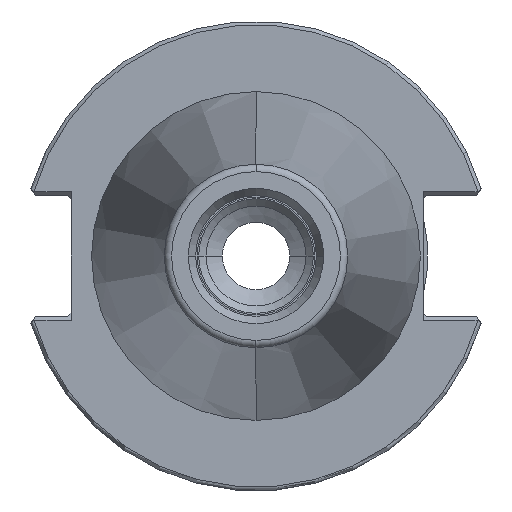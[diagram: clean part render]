
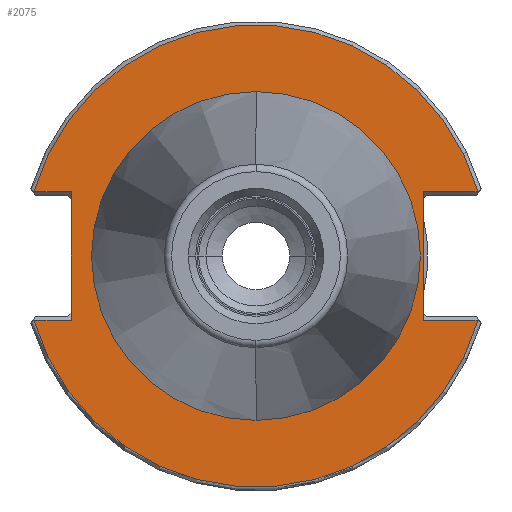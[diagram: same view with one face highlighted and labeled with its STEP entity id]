
A CAD part, left-side view. The second image highlights one B-rep face of the part: STEP entity #2075.
In plain terms, the highlighted planar face has unit normal (-1, 0, 0).
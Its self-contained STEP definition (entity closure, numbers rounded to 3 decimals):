
#116=CARTESIAN_POINT('',(3.175,0.,0.));
#117=DIRECTION('',(1.,0.,0.));
#118=DIRECTION('',(0.,1.,0.));
#119=AXIS2_PLACEMENT_3D('',#116,#117,#118);
#121=CARTESIAN_POINT('',(3.175,0.,0.));
#122=DIRECTION('',(1.,0.,0.));
#123=DIRECTION('',(0.,-1.,0.));
#124=AXIS2_PLACEMENT_3D('',#121,#122,#123);
#126=DIRECTION('',(0.,-1.,0.));
#127=VECTOR('',#126,5.017);
#128=CARTESIAN_POINT('',(3.175,30.017,8.69));
#129=LINE('',#128,#127);
#130=DIRECTION('',(0.,-1.,0.));
#131=VECTOR('',#130,7.417);
#132=CARTESIAN_POINT('',(3.175,-22.6,8.69));
#133=LINE('',#132,#131);
#134=DIRECTION('',(0.,1.,0.));
#135=VECTOR('',#134,7.417);
#136=CARTESIAN_POINT('',(3.175,-30.017,-8.69));
#137=LINE('',#136,#135);
#138=DIRECTION('',(0.,1.,0.));
#139=VECTOR('',#138,5.017);
#140=CARTESIAN_POINT('',(3.175,25.,-8.69));
#141=LINE('',#140,#139);
#168=DIRECTION('',(0.,0.,-1.));
#169=VECTOR('',#168,17.38);
#170=CARTESIAN_POINT('',(3.175,25.,8.69));
#171=LINE('',#170,#169);
#920=DIRECTION('',(0.,0.,1.));
#921=VECTOR('',#920,17.38);
#922=CARTESIAN_POINT('',(3.175,-22.6,-8.69));
#923=LINE('',#922,#921);
#1046=CARTESIAN_POINT('',(3.175,0.,0.));
#1047=DIRECTION('',(-1.,0.,0.));
#1048=DIRECTION('',(0.,0.961,-0.278));
#1049=AXIS2_PLACEMENT_3D('',#1046,#1047,#1048);
#1118=CARTESIAN_POINT('',(3.175,0.,0.));
#1119=DIRECTION('',(-1.,0.,0.));
#1120=DIRECTION('',(0.,-0.961,0.278));
#1121=AXIS2_PLACEMENT_3D('',#1118,#1119,#1120);
#1604=CARTESIAN_POINT('',(3.175,22.2,0.));
#1605=CARTESIAN_POINT('',(3.175,-22.2,0.));
#1606=VERTEX_POINT('',#1604);
#1607=VERTEX_POINT('',#1605);
#1660=CARTESIAN_POINT('',(3.175,30.017,8.69));
#1661=CARTESIAN_POINT('',(3.175,25.,8.69));
#1662=VERTEX_POINT('',#1660);
#1663=VERTEX_POINT('',#1661);
#1668=CARTESIAN_POINT('',(3.175,25.,-8.69));
#1669=CARTESIAN_POINT('',(3.175,30.017,-8.69));
#1670=VERTEX_POINT('',#1668);
#1671=VERTEX_POINT('',#1669);
#1676=CARTESIAN_POINT('',(3.175,-22.6,8.69));
#1677=CARTESIAN_POINT('',(3.175,-30.017,8.69));
#1678=VERTEX_POINT('',#1676);
#1679=VERTEX_POINT('',#1677);
#1684=CARTESIAN_POINT('',(3.175,-30.017,
-8.69));
#1685=CARTESIAN_POINT('',(3.175,-22.6,-8.69));
#1686=VERTEX_POINT('',#1684);
#1687=VERTEX_POINT('',#1685);
#2048=CARTESIAN_POINT('',(3.175,0.,0.));
#2049=DIRECTION('',(1.,0.,0.));
#2050=DIRECTION('',(0.,0.,1.));
#2051=AXIS2_PLACEMENT_3D('',#2048,#2049,#2050);
#2052=PLANE('',#2051);
#2054=ORIENTED_EDGE('',*,*,#2053,.F.);
#2056=ORIENTED_EDGE('',*,*,#2055,.F.);
#2058=ORIENTED_EDGE('',*,*,#2057,.F.);
#2060=ORIENTED_EDGE('',*,*,#2059,.F.);
#2062=ORIENTED_EDGE('',*,*,#2061,.F.);
#2064=ORIENTED_EDGE('',*,*,#2063,.F.);
#2066=ORIENTED_EDGE('',*,*,#2065,.F.);
#2068=ORIENTED_EDGE('',*,*,#2067,.F.);
#2069=EDGE_LOOP('',(#2054,#2056,#2058,#2060,#2062,#2064,#2066,#2068));
#2070=FACE_OUTER_BOUND('',#2069,.F.);
#2071=ORIENTED_EDGE('',*,*,#2001,.F.);
#2072=ORIENTED_EDGE('',*,*,#2016,.F.);
#2073=EDGE_LOOP('',(#2071,#2072));
#2074=FACE_BOUND('',#2073,.F.);
#2075=ADVANCED_FACE('',(#2070,#2074),#2052,.F.);
#120=CIRCLE('',#119,22.2);
#125=CIRCLE('',#124,22.2);
#1050=CIRCLE('',#1049,31.25);
#1122=CIRCLE('',#1121,31.25);
#2001=EDGE_CURVE('',#1606,#1607,#120,.T.);
#2016=EDGE_CURVE('',#1607,#1606,#125,.T.);
#2053=EDGE_CURVE('',#1662,#1663,#129,.T.);
#2055=EDGE_CURVE('',#1679,#1662,#1122,.T.);
#2057=EDGE_CURVE('',#1678,#1679,#133,.T.);
#2059=EDGE_CURVE('',#1687,#1678,#923,.T.);
#2061=EDGE_CURVE('',#1686,#1687,#137,.T.);
#2063=EDGE_CURVE('',#1671,#1686,#1050,.T.);
#2065=EDGE_CURVE('',#1670,#1671,#141,.T.);
#2067=EDGE_CURVE('',#1663,#1670,#171,.T.);
